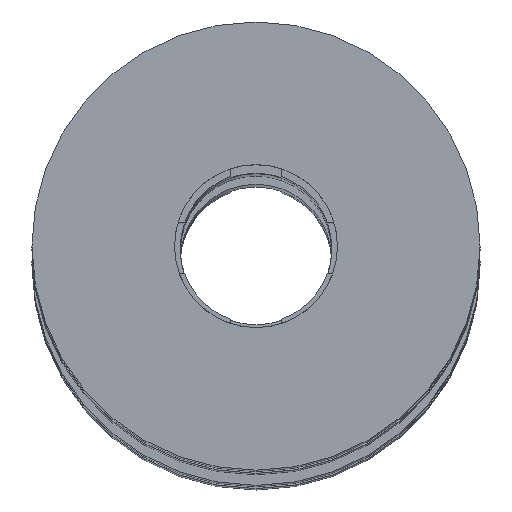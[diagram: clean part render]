
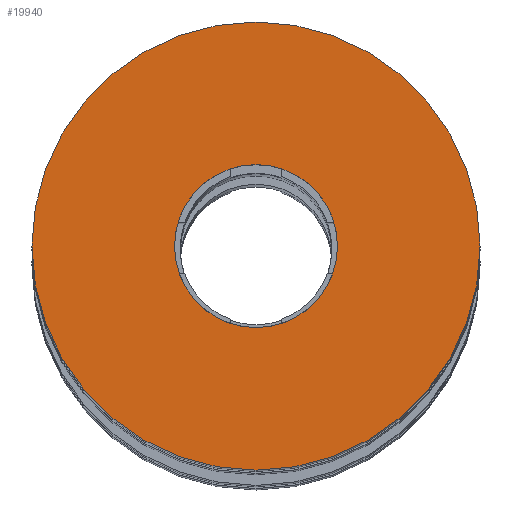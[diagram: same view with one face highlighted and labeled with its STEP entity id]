
A CAD part, top view. The second image highlights one B-rep face of the part: STEP entity #19940.
In plain terms, the highlighted face is planar.
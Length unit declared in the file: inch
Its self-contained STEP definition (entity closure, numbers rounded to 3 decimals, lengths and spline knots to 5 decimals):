
#18063=CARTESIAN_POINT('',(0.,0.,-0.251));
#18064=DIRECTION('',(0.,0.,1.));
#18065=DIRECTION('',(0.,1.,0.));
#18066=AXIS2_PLACEMENT_3D('',#18063,#18064,#18065);
#18072=CARTESIAN_POINT('',(0.,0.,-0.251));
#18073=DIRECTION('',(0.,0.,-1.));
#18074=DIRECTION('',(0.,1.,0.));
#18075=AXIS2_PLACEMENT_3D('',#18072,#18073,#18074);
#18081=CARTESIAN_POINT('',(0.,0.,-0.251));
#18082=DIRECTION('',(0.,0.,1.));
#18083=DIRECTION('',(0.,1.,0.));
#18084=AXIS2_PLACEMENT_3D('',#18081,#18082,#18083);
#18086=CARTESIAN_POINT('',(0.,0.,-0.251));
#18087=DIRECTION('',(0.,0.,-1.));
#18088=DIRECTION('',(0.,1.,0.));
#18089=AXIS2_PLACEMENT_3D('',#18086,#18087,#18088);
#19792=CARTESIAN_POINT('',(0.,0.05,-0.251));
#19793=VERTEX_POINT('',#19792);
#19794=CARTESIAN_POINT('',(0.,0.1375,-0.251));
#19796=VERTEX_POINT('',#19794);
#19799=CARTESIAN_POINT('',(0.,-0.05,-0.251));
#19801=VERTEX_POINT('',#19799);
#19802=CARTESIAN_POINT('',(0.,-0.1375,-0.251));
#19804=VERTEX_POINT('',#19802);
#19925=CARTESIAN_POINT('',(0.,0.,-0.251));
#19926=DIRECTION('',(0.,0.,1.));
#19927=DIRECTION('',(0.,1.,0.));
#19928=AXIS2_PLACEMENT_3D('',#19925,#19926,#19927);
#19929=PLANE('',#19928);
#19930=ORIENTED_EDGE('',*,*,#19918,.F.);
#19931=ORIENTED_EDGE('',*,*,#19907,.T.);
#19932=EDGE_LOOP('',(#19930,#19931));
#19933=FACE_OUTER_BOUND('',#19932,.F.);
#19935=ORIENTED_EDGE('',*,*,#19934,.F.);
#19937=ORIENTED_EDGE('',*,*,#19936,.T.);
#19938=EDGE_LOOP('',(#19935,#19937));
#19939=FACE_BOUND('',#19938,.F.);
#19940=ADVANCED_FACE('',(#19933,#19939),#19929,.F.);
#18067=CIRCLE('',#18066,0.1375);
#18076=CIRCLE('',#18075,0.1375);
#18085=CIRCLE('',#18084,0.05);
#18090=CIRCLE('',#18089,0.05);
#19907=EDGE_CURVE('',#19796,#19804,#18067,.T.);
#19918=EDGE_CURVE('',#19796,#19804,#18076,.T.);
#19934=EDGE_CURVE('',#19793,#19801,#18085,.T.);
#19936=EDGE_CURVE('',#19793,#19801,#18090,.T.);
